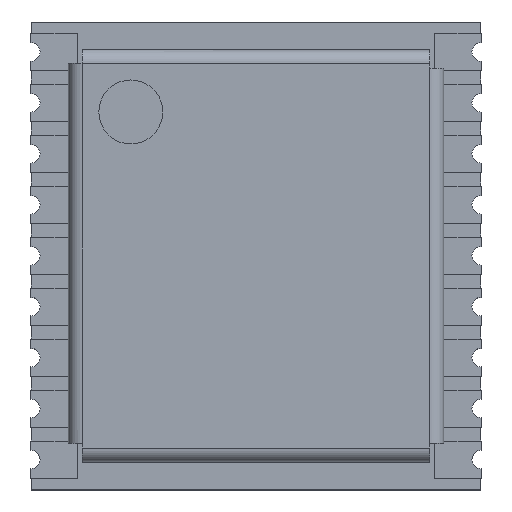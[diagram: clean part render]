
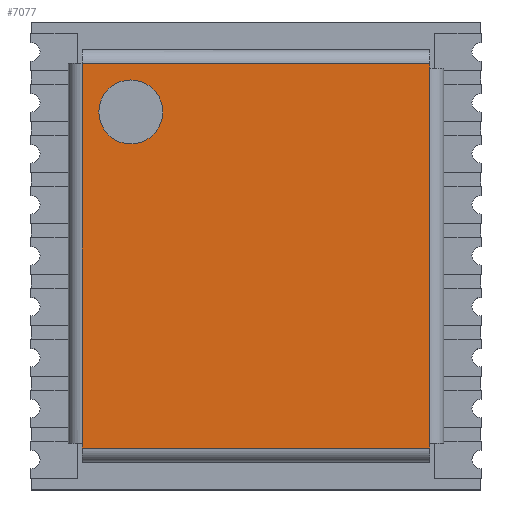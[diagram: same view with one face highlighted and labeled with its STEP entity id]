
A CAD part, top view. The second image highlights one B-rep face of the part: STEP entity #7077.
In plain terms, the highlighted planar face has unit normal (0, 0, 1).
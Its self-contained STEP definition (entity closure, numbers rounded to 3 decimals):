
#4770 = VERTEX_POINT('',#4771);
#4771 = CARTESIAN_POINT('',(-3.75,-4.15,2.5));
#4778 = EDGE_CURVE('',#4770,#4779,#4781,.T.);
#4779 = VERTEX_POINT('',#4780);
#4780 = CARTESIAN_POINT('',(-3.75,-4.05,2.5));
#4781 = LINE('',#4782,#4783);
#4782 = CARTESIAN_POINT('',(-3.75,-4.45,2.5));
#4783 = VECTOR('',#4784,1.);
#4784 = DIRECTION('',(0.,1.,0.));
#4821 = VERTEX_POINT('',#4822);
#4822 = CARTESIAN_POINT('',(3.75,4.15,2.5));
#4829 = EDGE_CURVE('',#4821,#4830,#4832,.T.);
#4830 = VERTEX_POINT('',#4831);
#4831 = CARTESIAN_POINT('',(3.75,4.05,2.5));
#4832 = LINE('',#4833,#4834);
#4833 = CARTESIAN_POINT('',(3.75,4.45,2.5));
#4834 = VECTOR('',#4835,1.);
#4835 = DIRECTION('',(0.,-1.,0.));
#4906 = VERTEX_POINT('',#4907);
#4907 = CARTESIAN_POINT('',(3.75,-4.15,2.5));
#4914 = EDGE_CURVE('',#4915,#4906,#4917,.T.);
#4915 = VERTEX_POINT('',#4916);
#4916 = CARTESIAN_POINT('',(3.75,-4.05,2.5));
#4917 = LINE('',#4918,#4919);
#4918 = CARTESIAN_POINT('',(3.75,4.45,2.5));
#4919 = VECTOR('',#4920,1.);
#4920 = DIRECTION('',(0.,-1.,0.));
#6831 = EDGE_CURVE('',#4906,#4770,#6832,.T.);
#6832 = LINE('',#6833,#6834);
#6833 = CARTESIAN_POINT('',(4.05,-4.15,2.5));
#6834 = VECTOR('',#6835,1.);
#6835 = DIRECTION('',(-1.,0.,0.));
#6891 = VERTEX_POINT('',#6892);
#6892 = CARTESIAN_POINT('',(-3.75,4.15,2.5));
#6908 = EDGE_CURVE('',#6891,#4821,#6909,.T.);
#6909 = LINE('',#6910,#6911);
#6910 = CARTESIAN_POINT('',(-4.05,4.15,2.5));
#6911 = VECTOR('',#6912,1.);
#6912 = DIRECTION('',(1.,0.,0.));
#7077 = ADVANCED_FACE('',(#7078,#7097),#7108,.F.);
#7078 = FACE_BOUND('',#7079,.F.);
#7079 = EDGE_LOOP('',(#7080,#7081,#7087,#7088,#7089,#7090,#7096));
#7080 = ORIENTED_EDGE('',*,*,#4829,.T.);
#7081 = ORIENTED_EDGE('',*,*,#7082,.T.);
#7082 = EDGE_CURVE('',#4830,#4915,#7083,.T.);
#7083 = LINE('',#7084,#7085);
#7084 = CARTESIAN_POINT('',(3.75,4.45,2.5));
#7085 = VECTOR('',#7086,1.);
#7086 = DIRECTION('',(0.,-1.,0.));
#7087 = ORIENTED_EDGE('',*,*,#4914,.T.);
#7088 = ORIENTED_EDGE('',*,*,#6831,.T.);
#7089 = ORIENTED_EDGE('',*,*,#4778,.T.);
#7090 = ORIENTED_EDGE('',*,*,#7091,.T.);
#7091 = EDGE_CURVE('',#4779,#6891,#7092,.T.);
#7092 = LINE('',#7093,#7094);
#7093 = CARTESIAN_POINT('',(-3.75,-4.45,2.5));
#7094 = VECTOR('',#7095,1.);
#7095 = DIRECTION('',(0.,1.,0.));
#7096 = ORIENTED_EDGE('',*,*,#6908,.T.);
#7097 = FACE_BOUND('',#7098,.F.);
#7098 = EDGE_LOOP('',(#7099));
#7099 = ORIENTED_EDGE('',*,*,#7100,.F.);
#7100 = EDGE_CURVE('',#7101,#7101,#7103,.T.);
#7101 = VERTEX_POINT('',#7102);
#7102 = CARTESIAN_POINT('',(-3.392,3.105,2.5));
#7103 = CIRCLE('',#7104,0.69);
#7104 = AXIS2_PLACEMENT_3D('',#7105,#7106,#7107);
#7105 = CARTESIAN_POINT('',(-2.701,3.105,2.5));
#7106 = DIRECTION('',(0.,0.,-1.));
#7107 = DIRECTION('',(-1.,0.,0.));
#7108 = PLANE('',#7109);
#7109 = AXIS2_PLACEMENT_3D('',#7110,#7111,#7112);
#7110 = CARTESIAN_POINT('',(0.,0.,2.5));
#7111 = DIRECTION('',(0.,0.,-1.));
#7112 = DIRECTION('',(1.,0.,0.));
